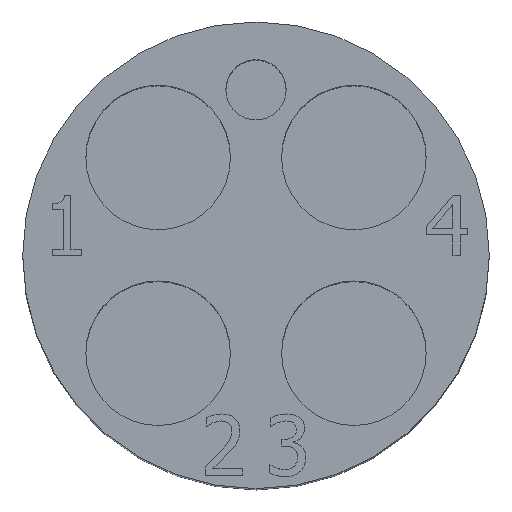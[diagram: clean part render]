
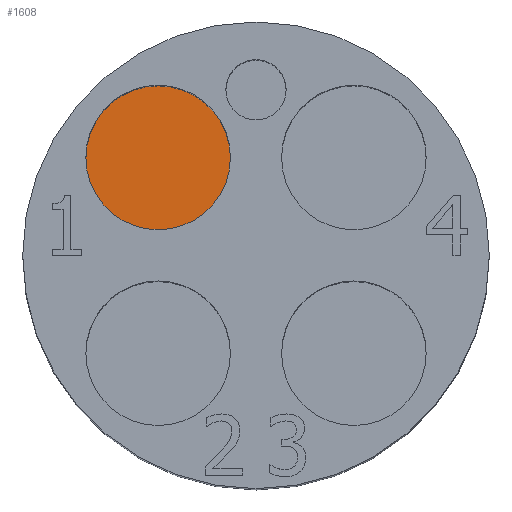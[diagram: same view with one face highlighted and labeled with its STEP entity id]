
A CAD part, top view. The second image highlights one B-rep face of the part: STEP entity #1608.
In plain terms, the highlighted planar face has unit normal (0, 0, 1).
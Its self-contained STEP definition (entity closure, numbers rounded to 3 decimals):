
#34=CIRCLE($,#1684,2.4);
#236=FACE_OUTER_BOUND($,#343,.T.);
#343=EDGE_LOOP($,(#1454));
#793=VERTEX_POINT($,#2945);
#1016=EDGE_CURVE($,#793,#793,#34,.T.);
#1454=ORIENTED_EDGE($,*,*,#1016,.T.);
#1512=PLANE($,#1685);
#1608=ADVANCED_FACE($,(#236),#1512,.F.);
#1684=AXIS2_PLACEMENT_3D($,#2946,#1974,#1975);
#1685=AXIS2_PLACEMENT_3D($,#2947,#1976,#1977);
#1974=DIRECTION('center_axis',(0.,0.,1.));
#1975=DIRECTION('ref_axis',(-1.,0.,0.));
#1976=DIRECTION('center_axis',(0.,0.,-1.));
#1977=DIRECTION('ref_axis',(-1.,0.,0.));
#2945=CARTESIAN_POINT('',(-0.85,3.25,12.5));
#2946=CARTESIAN_POINT('Origin',(-3.25,3.25,12.5));
#2947=CARTESIAN_POINT('Origin',(-3.25,3.25,12.5));
